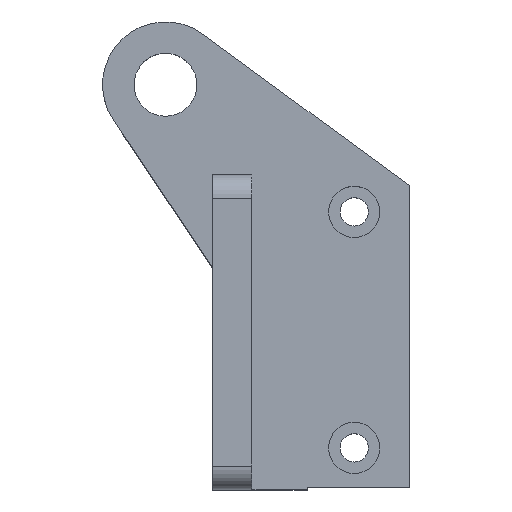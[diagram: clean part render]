
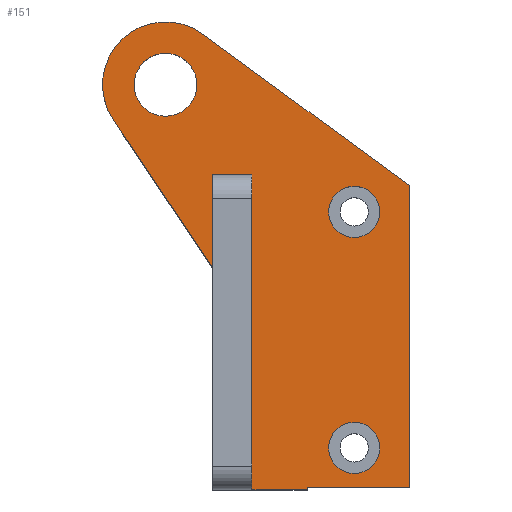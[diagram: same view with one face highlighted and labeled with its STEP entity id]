
A CAD part, top view. The second image highlights one B-rep face of the part: STEP entity #151.
In plain terms, the highlighted planar face has unit normal (0, 0, 1).
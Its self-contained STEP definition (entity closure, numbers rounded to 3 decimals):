
#2 = VECTOR ( 'NONE', #508, 1000. ) ;
#12 = CARTESIAN_POINT ( 'NONE',  ( 350.5, 31., 15. ) ) ;
#28 = LINE ( 'NONE', #104, #2 ) ;
#39 = EDGE_CURVE ( 'NONE', #156, #739, #1065, .T. ) ;
#41 = DIRECTION ( 'NONE',  ( 0., 1., 0. ) ) ;
#51 = CARTESIAN_POINT ( 'NONE',  ( 335.05, 20., 15. ) ) ;
#57 = EDGE_CURVE ( 'NONE', #1055, #186, #817, .T. ) ;
#60 = ORIENTED_EDGE ( 'NONE', *, *, #335, .F. ) ;
#65 = DIRECTION ( 'NONE',  ( 1., 0., 0. ) ) ;
#68 = CARTESIAN_POINT ( 'NONE',  ( 335.05, 20., 15. ) ) ;
#73 = VERTEX_POINT ( 'NONE', #629 ) ;
#97 = VECTOR ( 'NONE', #65, 1000. ) ;
#101 = EDGE_CURVE ( 'NONE', #579, #567, #111, .T. ) ;
#102 = CARTESIAN_POINT ( 'NONE',  ( 346.5, 31., 15. ) ) ;
#104 = CARTESIAN_POINT ( 'NONE',  ( 305.346, 13., 15. ) ) ;
#111 = LINE ( 'NONE', #806, #735 ) ;
#117 = ORIENTED_EDGE ( 'NONE', *, *, #603, .F. ) ;
#139 = VERTEX_POINT ( 'NONE', #386 ) ;
#140 = ORIENTED_EDGE ( 'NONE', *, *, #39, .T. ) ;
#141 = DIRECTION ( 'NONE',  ( 1., 0., 0. ) ) ;
#142 = DIRECTION ( 'NONE',  ( 0., 0., -1. ) ) ;
#145 = CARTESIAN_POINT ( 'NONE',  ( 346.5, 31., 15. ) ) ;
#151 = ADVANCED_FACE ( 'NONE', ( #673, #592, #871, #621 ), #225, .T. ) ;
#156 = VERTEX_POINT ( 'NONE', #818 ) ;
#172 = ORIENTED_EDGE ( 'NONE', *, *, #627, .F. ) ;
#173 = ORIENTED_EDGE ( 'NONE', *, *, #195, .F. ) ;
#177 = CARTESIAN_POINT ( 'NONE',  ( 335.05, 13., 15. ) ) ;
#179 = DIRECTION ( 'NONE',  ( 0., 1., 0. ) ) ;
#186 = VERTEX_POINT ( 'NONE', #899 ) ;
#187 = EDGE_CURVE ( 'NONE', #754, #406, #951, .T. ) ;
#190 = DIRECTION ( 'NONE',  ( 0., 0., 1. ) ) ;
#195 = EDGE_CURVE ( 'NONE', #139, #688, #844, .T. ) ;
#212 = EDGE_LOOP ( 'NONE', ( #357, #598, #552, #485, #172, #140, #458, #261, #381, #1054 ) ) ;
#216 = CARTESIAN_POINT ( 'NONE',  ( 323.215, 25., 15. ) ) ;
#225 = PLANE ( 'NONE',  #344 ) ;
#241 = CIRCLE ( 'NONE', #779, 3.25 ) ;
#245 = DIRECTION ( 'NONE',  ( 0., 0., 1. ) ) ;
#252 = DIRECTION ( 'NONE',  ( 1., 0., 0. ) ) ;
#261 = ORIENTED_EDGE ( 'NONE', *, *, #1028, .T. ) ;
#263 = CARTESIAN_POINT ( 'NONE',  ( 295., -28.049, 15. ) ) ;
#267 = VECTOR ( 'NONE', #308, 1000. ) ;
#288 = CARTESIAN_POINT ( 'NONE',  ( 295.346, 31., 15. ) ) ;
#308 = DIRECTION ( 'NONE',  ( 0.591, 0.807, 0. ) ) ;
#324 = CARTESIAN_POINT ( 'NONE',  ( 300.346, 7., 15. ) ) ;
#335 = EDGE_CURVE ( 'NONE', #999, #752, #697, .T. ) ;
#344 = AXIS2_PLACEMENT_3D ( 'NONE', #467, #653, #894 ) ;
#351 = CARTESIAN_POINT ( 'NONE',  ( 330.346, 7., 15. ) ) ;
#357 = ORIENTED_EDGE ( 'NONE', *, *, #677, .F. ) ;
#377 = AXIS2_PLACEMENT_3D ( 'NONE', #102, #190, #919 ) ;
#381 = ORIENTED_EDGE ( 'NONE', *, *, #1021, .T. ) ;
#384 = AXIS2_PLACEMENT_3D ( 'NONE', #782, #778, #946 ) ;
#386 = CARTESIAN_POINT ( 'NONE',  ( 297.096, 7., 15. ) ) ;
#398 = DIRECTION ( 'NONE',  ( -1., 0., 0. ) ) ;
#401 = VECTOR ( 'NONE', #252, 1000. ) ;
#405 = CARTESIAN_POINT ( 'NONE',  ( 342.04, 37.641, 15. ) ) ;
#406 = VERTEX_POINT ( 'NONE', #509 ) ;
#416 = DIRECTION ( 'NONE',  ( -1., 0., 0. ) ) ;
#421 = ORIENTED_EDGE ( 'NONE', *, *, #57, .T. ) ;
#427 = VECTOR ( 'NONE', #41, 1000. ) ;
#442 = VERTEX_POINT ( 'NONE', #858 ) ;
#458 = ORIENTED_EDGE ( 'NONE', *, *, #814, .T. ) ;
#467 = CARTESIAN_POINT ( 'NONE',  ( 335.05, -28.049, 15. ) ) ;
#485 = ORIENTED_EDGE ( 'NONE', *, *, #187, .T. ) ;
#489 = CARTESIAN_POINT ( 'NONE',  ( 346.5, 31., 15. ) ) ;
#508 = DIRECTION ( 'NONE',  ( -0.83, -0.557, 0. ) ) ;
#509 = CARTESIAN_POINT ( 'NONE',  ( 295.346, 13., 15. ) ) ;
#518 = EDGE_LOOP ( 'NONE', ( #117, #173 ) ) ;
#525 = LINE ( 'NONE', #288, #427 ) ;
#530 = ORIENTED_EDGE ( 'NONE', *, *, #935, .T. ) ;
#531 = EDGE_LOOP ( 'NONE', ( #969, #60 ) ) ;
#534 = CARTESIAN_POINT ( 'NONE',  ( 300.346, 7., 15. ) ) ;
#539 = CARTESIAN_POINT ( 'NONE',  ( 335.05, 0., 15. ) ) ;
#550 = VECTOR ( 'NONE', #626, 1000. ) ;
#552 = ORIENTED_EDGE ( 'NONE', *, *, #900, .F. ) ;
#567 = VERTEX_POINT ( 'NONE', #216 ) ;
#579 = VERTEX_POINT ( 'NONE', #865 ) ;
#583 = EDGE_CURVE ( 'NONE', #752, #999, #938, .T. ) ;
#592 = FACE_BOUND ( 'NONE', #895, .T. ) ;
#598 = ORIENTED_EDGE ( 'NONE', *, *, #753, .T. ) ;
#603 = EDGE_CURVE ( 'NONE', #688, #139, #241, .T. ) ;
#604 = VECTOR ( 'NONE', #179, 1000. ) ;
#621 = FACE_BOUND ( 'NONE', #531, .T. ) ;
#626 = DIRECTION ( 'NONE',  ( 0., 1., 0. ) ) ;
#627 = EDGE_CURVE ( 'NONE', #156, #406, #525, .T. ) ;
#629 = CARTESIAN_POINT ( 'NONE',  ( 295., 20., 15. ) ) ;
#630 = LINE ( 'NONE', #263, #604 ) ;
#643 = CARTESIAN_POINT ( 'NONE',  ( 295., 13., 15. ) ) ;
#644 = LINE ( 'NONE', #959, #267 ) ;
#648 = VERTEX_POINT ( 'NONE', #51 ) ;
#653 = DIRECTION ( 'NONE',  ( 0., 0., 1. ) ) ;
#673 = FACE_OUTER_BOUND ( 'NONE', #212, .T. ) ;
#677 = EDGE_CURVE ( 'NONE', #648, #579, #994, .T. ) ;
#688 = VERTEX_POINT ( 'NONE', #797 ) ;
#697 = CIRCLE ( 'NONE', #766, 3.25 ) ;
#705 = CIRCLE ( 'NONE', #1042, 4. ) ;
#719 = DIRECTION ( 'NONE',  ( -1., 0., 0. ) ) ;
#735 = VECTOR ( 'NONE', #794, 1000. ) ;
#739 = VERTEX_POINT ( 'NONE', #968 ) ;
#746 = DIRECTION ( 'NONE',  ( 0., 0., 1. ) ) ;
#752 = VERTEX_POINT ( 'NONE', #808 ) ;
#753 = EDGE_CURVE ( 'NONE', #648, #73, #966, .T. ) ;
#754 = VERTEX_POINT ( 'NONE', #643 ) ;
#756 = DIRECTION ( 'NONE',  ( 1., 0., 0. ) ) ;
#758 = CARTESIAN_POINT ( 'NONE',  ( 327.096, 7., 15. ) ) ;
#766 = AXIS2_PLACEMENT_3D ( 'NONE', #351, #746, #756 ) ;
#778 = DIRECTION ( 'NONE',  ( 0., 0., 1. ) ) ;
#779 = AXIS2_PLACEMENT_3D ( 'NONE', #534, #955, #141 ) ;
#782 = CARTESIAN_POINT ( 'NONE',  ( 330.346, 7., 15. ) ) ;
#794 = DIRECTION ( 'NONE',  ( -1., 0., 0. ) ) ;
#797 = CARTESIAN_POINT ( 'NONE',  ( 303.596, 7., 15. ) ) ;
#806 = CARTESIAN_POINT ( 'NONE',  ( 335.05, 25., 15. ) ) ;
#808 = CARTESIAN_POINT ( 'NONE',  ( 333.596, 7., 15. ) ) ;
#810 = DIRECTION ( 'NONE',  ( 1., 0., 0. ) ) ;
#814 = EDGE_CURVE ( 'NONE', #739, #442, #644, .T. ) ;
#816 = DIRECTION ( 'NONE',  ( 0., 0., -1. ) ) ;
#817 = CIRCLE ( 'NONE', #887, 4. ) ;
#818 = CARTESIAN_POINT ( 'NONE',  ( 295.346, 0., 15. ) ) ;
#826 = CIRCLE ( 'NONE', #377, 8. ) ;
#827 = VECTOR ( 'NONE', #398, 1000. ) ;
#844 = CIRCLE ( 'NONE', #861, 3.25 ) ;
#858 = CARTESIAN_POINT ( 'NONE',  ( 352.952, 26.27, 15. ) ) ;
#861 = AXIS2_PLACEMENT_3D ( 'NONE', #324, #245, #810 ) ;
#865 = CARTESIAN_POINT ( 'NONE',  ( 335.05, 25., 15. ) ) ;
#871 = FACE_BOUND ( 'NONE', #518, .T. ) ;
#887 = AXIS2_PLACEMENT_3D ( 'NONE', #145, #142, #719 ) ;
#894 = DIRECTION ( 'NONE',  ( 1., 0., 0. ) ) ;
#895 = EDGE_LOOP ( 'NONE', ( #530, #421 ) ) ;
#899 = CARTESIAN_POINT ( 'NONE',  ( 342.5, 31., 15. ) ) ;
#900 = EDGE_CURVE ( 'NONE', #754, #73, #630, .T. ) ;
#911 = VERTEX_POINT ( 'NONE', #405 ) ;
#919 = DIRECTION ( 'NONE',  ( -1., 0., 0. ) ) ;
#935 = EDGE_CURVE ( 'NONE', #186, #1055, #705, .T. ) ;
#938 = CIRCLE ( 'NONE', #384, 3.25 ) ;
#946 = DIRECTION ( 'NONE',  ( 1., 0., 0. ) ) ;
#951 = LINE ( 'NONE', #177, #401 ) ;
#955 = DIRECTION ( 'NONE',  ( 0., 0., 1. ) ) ;
#959 = CARTESIAN_POINT ( 'NONE',  ( 333.696, 0., 15. ) ) ;
#966 = LINE ( 'NONE', #68, #827 ) ;
#968 = CARTESIAN_POINT ( 'NONE',  ( 333.696, 0., 15. ) ) ;
#969 = ORIENTED_EDGE ( 'NONE', *, *, #583, .F. ) ;
#994 = LINE ( 'NONE', #539, #550 ) ;
#999 = VERTEX_POINT ( 'NONE', #758 ) ;
#1021 = EDGE_CURVE ( 'NONE', #911, #567, #28, .T. ) ;
#1028 = EDGE_CURVE ( 'NONE', #442, #911, #826, .T. ) ;
#1042 = AXIS2_PLACEMENT_3D ( 'NONE', #489, #816, #416 ) ;
#1043 = CARTESIAN_POINT ( 'NONE',  ( 321.346, 0., 15. ) ) ;
#1054 = ORIENTED_EDGE ( 'NONE', *, *, #101, .F. ) ;
#1055 = VERTEX_POINT ( 'NONE', #12 ) ;
#1065 = LINE ( 'NONE', #1043, #97 ) ;
